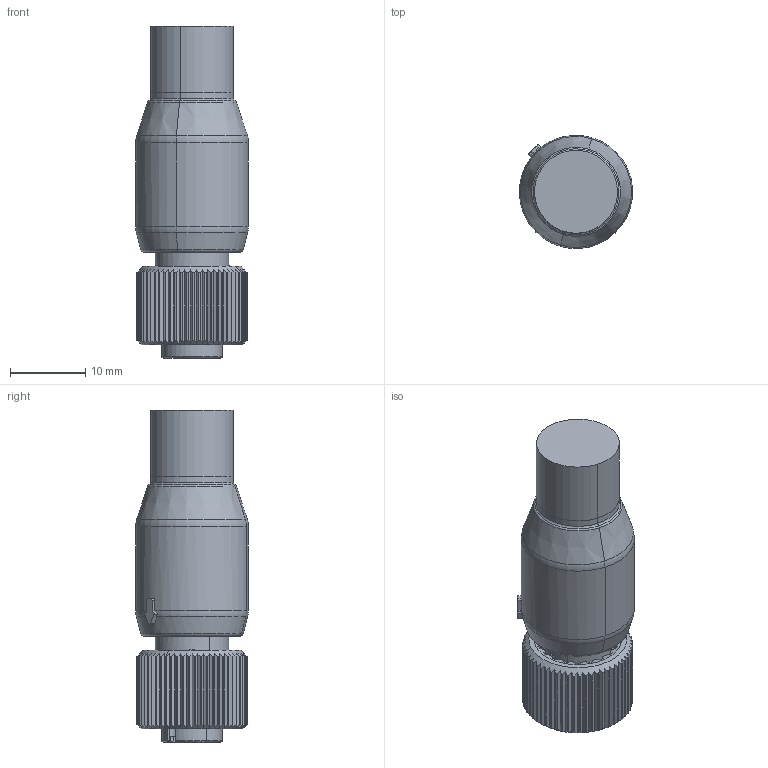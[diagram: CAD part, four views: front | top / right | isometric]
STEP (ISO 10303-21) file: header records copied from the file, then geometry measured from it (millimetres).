
FILE_DESCRIPTION(('CATIA V5 STEP Exchange','CAx-IF Rec.Pracs.--- Model Styling and Organization---1.5--- 2016-08-15','CAx-IF Rec.Pracs.---Supplemental Geometry---1.0---2011-11-01','CAx-IF Rec.Pracs.--- Composite Materials ---1.1---2010-07-15'),'2;1');
FILE_NAME ('2213512-4_0', '2026-02-03T06:47:27+00:00', ('none'), ('Weidmueller'), 'CATIA Version 5-6 Release 2024 SP4', 'CATIA V5 STEP AP214 v3', 'none');
FILE_SCHEMA(('AUTOMOTIVE_DESIGN { 1 0 10303 214 1 1 1 1 }'));
Length unit declared in the file: millimetre
Products named in the file (1): 3174370000
Bounding box: 14.98 x 14.98 x 44 mm (x, y, z)
Volume: 5753.3 mm3; surface area: 4118.9 mm2
Topology: 2 solids, 12 shells, 722 faces, 1908 edges, 1218 vertices
Faces by surface type: cylinder 282, plane 270, cone 104, torus 45, bspline 16, revolution 5
Entity records: 22690 total; most frequent: CARTESIAN_POINT 6240, ORIENTED_EDGE 3780, DIRECTION 2312, EDGE_CURVE 1890, VERTEX_POINT 1217, AXIS2_PLACEMENT_3D 1144, EDGE_LOOP 768, ADVANCED_FACE 722
